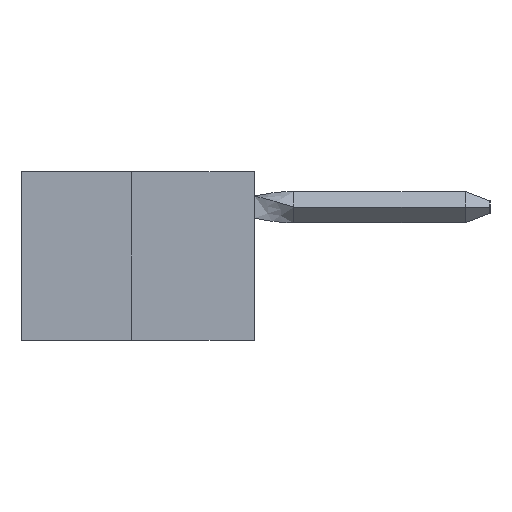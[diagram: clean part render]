
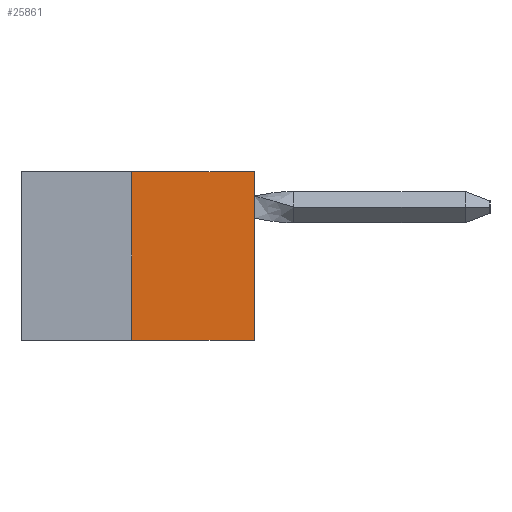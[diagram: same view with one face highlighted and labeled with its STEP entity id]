
A CAD part, left-side view. The second image highlights one B-rep face of the part: STEP entity #25861.
In plain terms, the highlighted planar face has unit normal (-1, 0, 0).
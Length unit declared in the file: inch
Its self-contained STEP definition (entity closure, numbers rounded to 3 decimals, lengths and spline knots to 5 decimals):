
#8 = VECTOR ( 'NONE', #1491, 39.37008 ) ;
#1028 = CARTESIAN_POINT ( 'NONE',  ( 0., 0.25, 0. ) ) ;
#1491 = DIRECTION ( 'NONE',  ( 0., 0., 1. ) ) ;
#1690 = VECTOR ( 'NONE', #28348, 39.37008 ) ;
#2105 = LINE ( 'NONE', #13135, #7153 ) ;
#5761 = DIRECTION ( 'NONE',  ( 0., 0., -1. ) ) ;
#7153 = VECTOR ( 'NONE', #20675, 39.37008 ) ;
#8525 = ORIENTED_EDGE ( 'NONE', *, *, #20783, .F. ) ;
#9371 = EDGE_CURVE ( 'NONE', #29174, #18704, #30414, .T. ) ;
#9494 = VERTEX_POINT ( 'NONE', #1028 ) ;
#10695 = CARTESIAN_POINT ( 'NONE',  ( 0., 0.25, -0.343 ) ) ;
#10705 = FACE_OUTER_BOUND ( 'NONE', #22998, .T. ) ;
#12848 = PLANE ( 'NONE',  #13671 ) ;
#13135 = CARTESIAN_POINT ( 'NONE',  ( 0., 0.473, -0.343 ) ) ;
#13671 = AXIS2_PLACEMENT_3D ( 'NONE', #15214, #18007, #5761 ) ;
#13683 = EDGE_CURVE ( 'NONE', #21808, #29174, #2105, .T. ) ;
#14436 = LINE ( 'NONE', #21381, #1690 ) ;
#15214 = CARTESIAN_POINT ( 'NONE',  ( 0., 0.473, 0. ) ) ;
#16456 = VECTOR ( 'NONE', #22618, 39.37008 ) ;
#17026 = CARTESIAN_POINT ( 'NONE',  ( 0., 0., -0.343 ) ) ;
#18007 = DIRECTION ( 'NONE',  ( 1., 0., 0. ) ) ;
#18704 = VERTEX_POINT ( 'NONE', #29567 ) ;
#20675 = DIRECTION ( 'NONE',  ( 0., -1., 0. ) ) ;
#20783 = EDGE_CURVE ( 'NONE', #21808, #9494, #23960, .T. ) ;
#21381 = CARTESIAN_POINT ( 'NONE',  ( 0., 0.473, 0. ) ) ;
#21808 = VERTEX_POINT ( 'NONE', #10695 ) ;
#22618 = DIRECTION ( 'NONE',  ( 0., 0., 1. ) ) ;
#22998 = EDGE_LOOP ( 'NONE', ( #30398, #8525, #25983, #32075 ) ) ;
#23960 = LINE ( 'NONE', #31107, #8 ) ;
#25861 = ADVANCED_FACE ( 'NONE', ( #10705 ), #12848, .F. ) ;
#25983 = ORIENTED_EDGE ( 'NONE', *, *, #13683, .T. ) ;
#28348 = DIRECTION ( 'NONE',  ( 0., -1., 0. ) ) ;
#28430 = EDGE_CURVE ( 'NONE', #9494, #18704, #14436, .T. ) ;
#29174 = VERTEX_POINT ( 'NONE', #17026 ) ;
#29567 = CARTESIAN_POINT ( 'NONE',  ( 0., 0., 0. ) ) ;
#30005 = CARTESIAN_POINT ( 'NONE',  ( 0., 0., 0. ) ) ;
#30398 = ORIENTED_EDGE ( 'NONE', *, *, #28430, .F. ) ;
#30414 = LINE ( 'NONE', #30005, #16456 ) ;
#31107 = CARTESIAN_POINT ( 'NONE',  ( 0., 0.25, 0. ) ) ;
#32075 = ORIENTED_EDGE ( 'NONE', *, *, #9371, .T. ) ;
